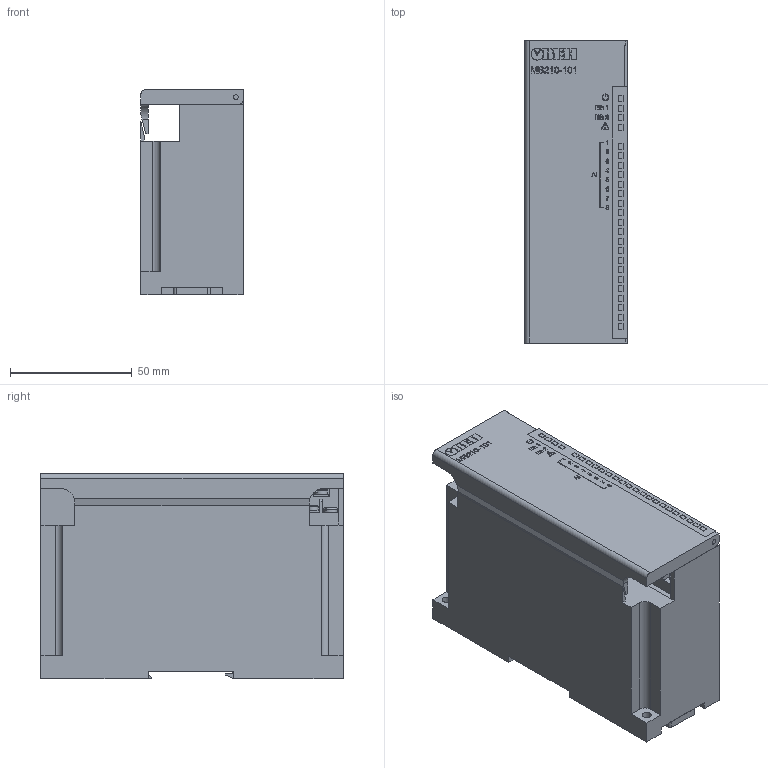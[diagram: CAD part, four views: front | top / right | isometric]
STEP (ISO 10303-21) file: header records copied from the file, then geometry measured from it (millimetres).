
FILE_DESCRIPTION (( 'STEP AP214' ), '1' );
FILE_NAME ('3D 斁麧錪 斨210-101.STEP', '2020-09-15T11:14:00', ( '' ), ( '' ), 'SwSTEP 2.0', 'SolidWorks 2015', '' );
FILE_SCHEMA (( 'AUTOMOTIVE_DESIGN' ));
Length unit declared in the file: millimetre
Products named in the file (10): Ethernet; DIP-ïåðåêëþ÷àòåëü 8ïîç; Ðîçåòêà ÏËÊ210; Ôèêñàòîð ÏËÊ210; micro usb b; 咈斀霠罻_00; Êðûøêà_êëåììíàÿ_00; Êëåììíèê 2çåë; 扻豵鵨 斨210-101_00; 3D 斁麧錪 斨210-101
Assembly tree (10 placements, depth 2):
  3D 斁麧錪 斨210-101
    扻豵鵨 斨210-101_00
    Ethernet  x2
    Êëåììíèê 2çåë
    Ôèêñàòîð ÏËÊ210
    micro usb b
    Ðîçåòêà ÏËÊ210
    Êðûøêà_êëåììíàÿ_00
    咈斀霠罻_00
    DIP-ïåðåêëþ÷àòåëü 8ïîç
Bounding box: 42.01 x 124.01 x 84.2 mm (x, y, z)
Volume: 369280.1 mm3; surface area: 80768 mm2
Topology: 41 solids, 41 shells, 5848 faces, 16707 edges, 11154 vertices
Faces by surface type: plane 5525, cylinder 127, bspline 76, cone 62, torus 58
Full cylindrical faces by diameter (mm): 2 x6, 3.7 x2, 5.2 x28, 5.5 x2
Entity records: 249586 total; most frequent: CARTESIAN_POINT 39609, ORIENTED_EDGE 33028, DIRECTION 28005, EDGE_CURVE 16514, LINE 15487, VECTOR 15487, VERTEX_POINT 11039, AXIS2_PLACEMENT_3D 6259
